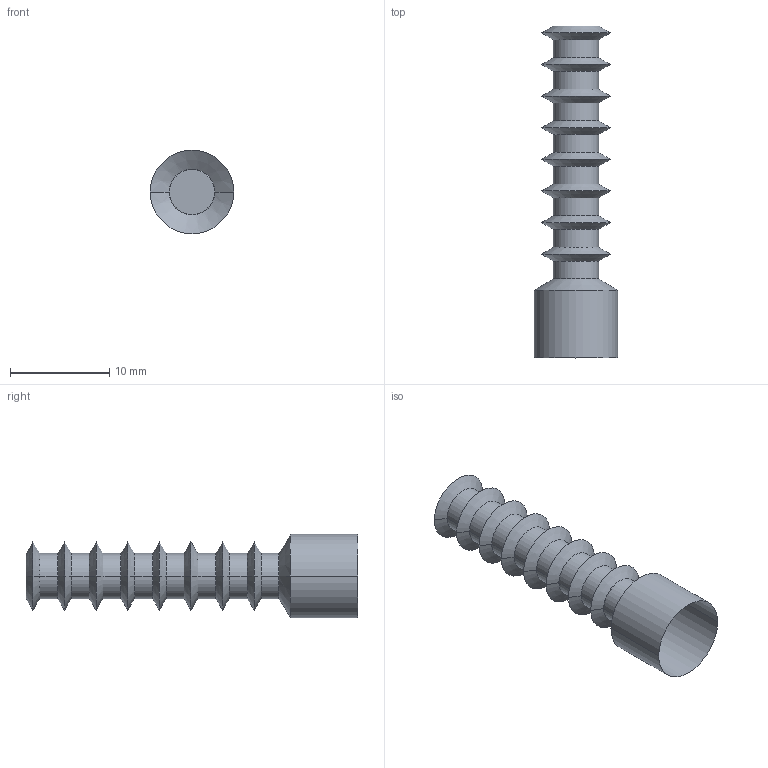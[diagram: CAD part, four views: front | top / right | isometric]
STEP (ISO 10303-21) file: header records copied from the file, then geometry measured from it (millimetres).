
FILE_DESCRIPTION (( 'STEP AP214' ), '1' );
FILE_NAME ('bellow_cav_3.STEP', '2020-06-10T04:41:26', ( '' ), ( '' ), 'SwSTEP 2.0', 'SolidWorks 2019', '' );
FILE_SCHEMA (( 'AUTOMOTIVE_DESIGN' ));
Length unit declared in the file: millimetre
Products named in the file (1): bellow_cav_3
Bounding box: 8.4 x 33.4 x 8.4 mm (x, y, z)
Surface area: 857.9 mm2 (no closed solid volume)
Topology: 0 solids, 3 shells, 55 faces, 114 edges, 60 vertices
Faces by surface type: cone 36, cylinder 18, plane 1
Entity records: 1441 total; most frequent: DIRECTION 286, CARTESIAN_POINT 230, ORIENTED_EDGE 218, AXIS2_PLACEMENT_3D 116, EDGE_CURVE 114, CIRCLE 60, VERTEX_POINT 60, EDGE_LOOP 55
